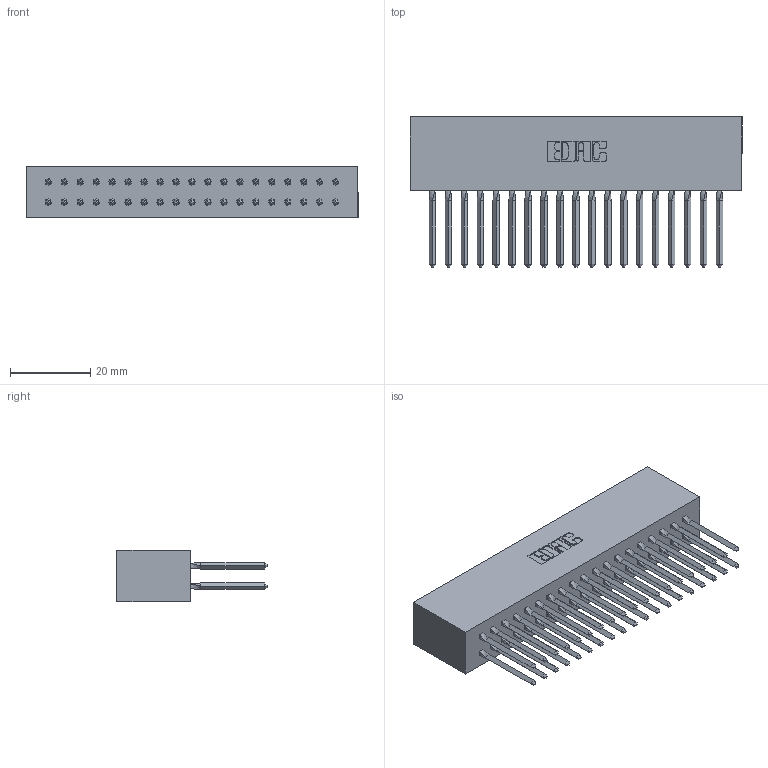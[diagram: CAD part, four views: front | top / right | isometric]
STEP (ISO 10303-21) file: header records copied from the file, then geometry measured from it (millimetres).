
FILE_DESCRIPTION (( 'STEP AP203' ), '1' );
FILE_NAME ('317-038-540-801.STEP', '2020-02-27T23:33:19', ( '' ), ( '' ), 'SwSTEP 2.0', 'SolidWorks 2016', '' );
FILE_SCHEMA (( 'CONFIG_CONTROL_DESIGN' ));
Length unit declared in the file: inch
Products named in the file (3): 317-038-540-801; 317 Part_Lugless; 317-290-001_540
Assembly tree (39 placements, depth 2):
  317-038-540-801
    317 Part_Lugless
    317-290-001_540  x38
Bounding box: 82.5 x 37.34 x 12.7 mm (x, y, z)
Volume: 14861.8 mm3; surface area: 21545.6 mm2
Topology: 39 solids, 39 shells, 3472 faces, 9625 edges, 6200 vertices
Faces by surface type: plane 2824, cylinder 496, bspline 152
Entity records: 30264 total; most frequent: CARTESIAN_POINT 5691, ORIENTED_EDGE 5190, DIRECTION 4325, EDGE_CURVE 2595, VECTOR 2347, LINE 2347, VERTEX_POINT 1723, AXIS2_PLACEMENT_3D 989
